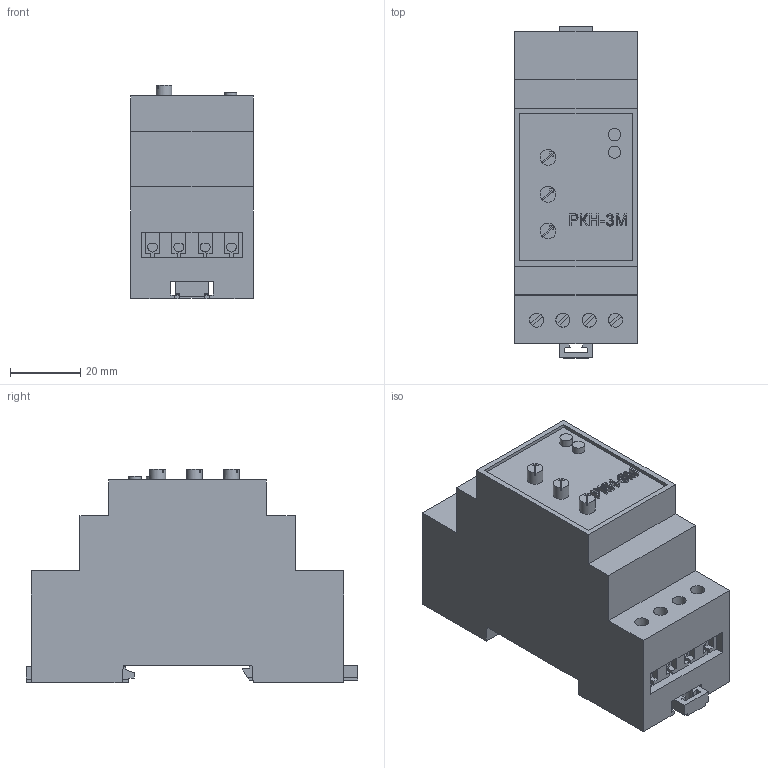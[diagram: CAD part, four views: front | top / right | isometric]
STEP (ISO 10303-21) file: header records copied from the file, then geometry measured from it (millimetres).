
FILE_DESCRIPTION(('STEP AP214'), '1');
FILE_NAME('ﾐﾊﾍ-3ﾌ', '', ('UNSPECIFIED'), ('UNSPECIFIED'), 'ASCON STEP Converter 1.3', 'ASCON Math Kernel', '');
FILE_SCHEMA(('AUTOMOTIVE_DESIGN { 1 0 10303 214 3 1 1}'));
Length unit declared in the file: millimetre
Bounding box: 35 x 94.7 x 60.79 mm (x, y, z)
Volume: 37883.9 mm3; surface area: 41497.4 mm2
Topology: 2 solids, 7 shells, 560 faces, 1547 edges, 1028 vertices
Faces by surface type: plane 364, cylinder 196
Full cylindrical faces by diameter (mm): 3.5 x2, 4 x4, 4.5 x3
Entity records: 22351 total; most frequent: CARTESIAN_POINT 3127, DIRECTION 3077, ORIENTED_EDGE 3076, EDGE_CURVE 1538, LINE 1121, VECTOR 1121, VERTEX_POINT 1028, AXIS2_PLACEMENT_3D 978
